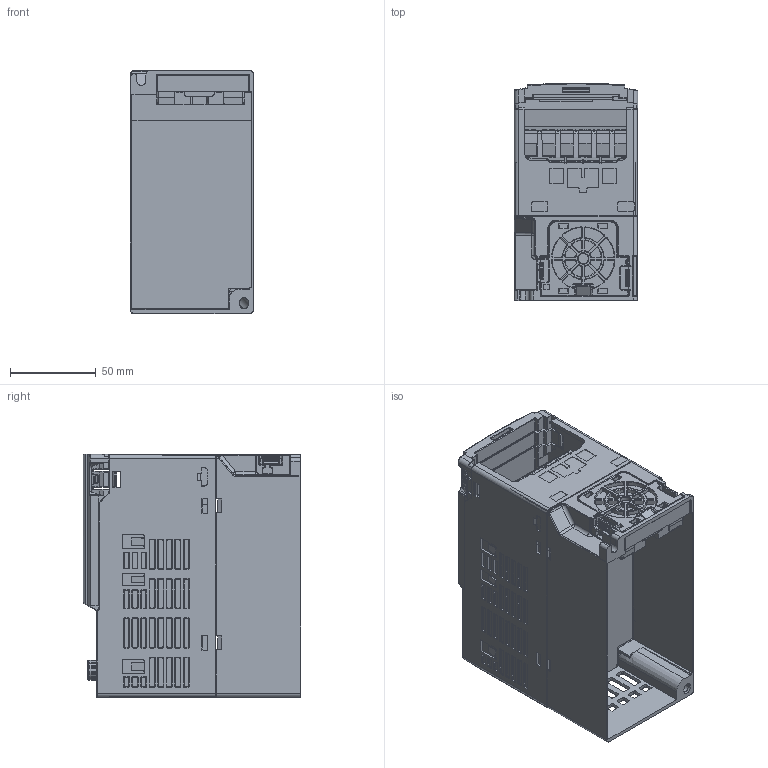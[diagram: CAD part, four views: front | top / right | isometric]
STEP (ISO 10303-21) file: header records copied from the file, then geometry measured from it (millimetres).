
FILE_DESCRIPTION (( 'STEP AP214' ), '1' );
FILE_NAME ('VFD-ME300-B3-PD-3D00-KEN_ASM REAR CASE n TermB ONLY 1 New 1B r3 COMPLETE 1knob cmb2b mod2 for B1b.STEP', '2021-11-16T20:47:49', ( '' ), ( '' ), 'SwSTEP 2.0', 'SolidWorks 2017', '' );
FILE_SCHEMA (( 'AUTOMOTIVE_DESIGN' ));
Length unit declared in the file: millimetre
Products named in the file (1): VFD-ME300-B3-PD-3D00-KEN_ASM REAR CASE n TermB ONLY 1 New 1B r3 COMPLETE 1knob cmb2b mod2 for B1b
Bounding box: 72.16 x 127.02 x 142.03 mm (x, y, z)
Volume: 718121.6 mm3; surface area: 171907 mm2
Topology: 8 solids, 10 shells, 5418 faces, 14606 edges, 9227 vertices
Faces by surface type: plane 2496, cylinder 1660, bspline 1123, cone 115, torus 12, sphere 12
Entity records: 208617 total; most frequent: CARTESIAN_POINT 86008, ORIENTED_EDGE 29124, DIRECTION 20311, EDGE_CURVE 14562, VERTEX_POINT 9225, LINE 8357, VECTOR 8357, AXIS2_PLACEMENT_3D 5977
